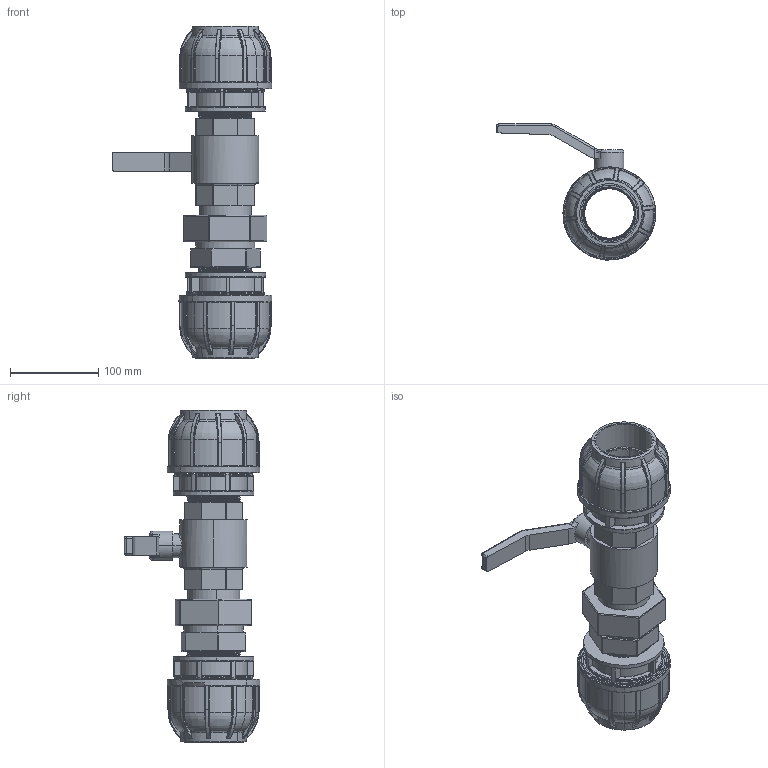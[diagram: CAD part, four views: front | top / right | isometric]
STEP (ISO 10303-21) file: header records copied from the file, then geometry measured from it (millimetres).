
FILE_DESCRIPTION (( 'STEP AP203' ), '1' );
FILE_NAME ('R225.063.002.step', '2013-11-19T09:40:19', ( 'Alusic' ), ( 'Alusic' ), 'SwSTEP 2.0', 'SolidWorks 2011', '' );
FILE_SCHEMA (( 'CONFIG_CONTROL_DESIGN' ));
Length unit declared in the file: millimetre
Products named in the file (1): R225.063.002
Bounding box: 180.42 x 153.56 x 375.3 mm (x, y, z)
Surface area: 235880.1 mm2 (no closed solid volume)
Topology: 0 solids, 94 shells, 1423 faces, 5403 edges, 3907 vertices
Faces by surface type: cylinder 432, plane 378, torus 282, bspline 228, cone 73, sphere 30
Entity records: 97309 total; most frequent: CARTESIAN_POINT 56699, ORIENTED_EDGE 8413, DIRECTION 7502, EDGE_CURVE 5386, VERTEX_POINT 3907, AXIS2_PLACEMENT_3D 3050, B_SPLINE_CURVE_WITH_KNOTS 2022, CIRCLE 1854
